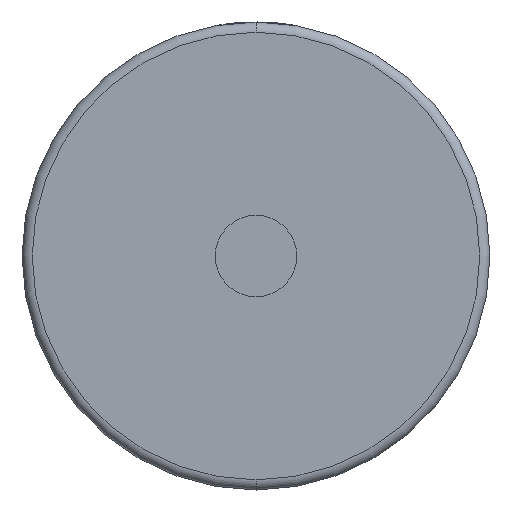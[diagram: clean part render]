
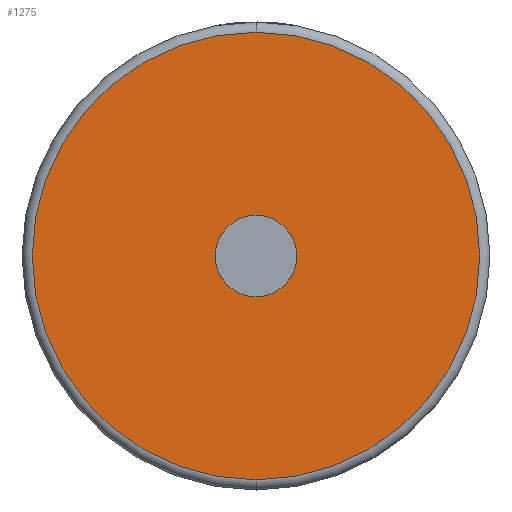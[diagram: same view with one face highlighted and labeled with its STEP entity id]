
A CAD part, front view. The second image highlights one B-rep face of the part: STEP entity #1275.
In plain terms, the highlighted planar face has unit normal (0, -1, 0).
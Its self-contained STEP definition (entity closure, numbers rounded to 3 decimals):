
#21 = ORIENTED_EDGE ( 'NONE', *, *, #1399, .T. ) ;
#63 = EDGE_LOOP ( 'NONE', ( #2356, #245 ) ) ;
#119 = DIRECTION ( 'NONE',  ( 0., -1., 0. ) ) ;
#179 = FACE_BOUND ( 'NONE', #63, .T. ) ;
#245 = ORIENTED_EDGE ( 'NONE', *, *, #1398, .F. ) ;
#405 = PLANE ( 'NONE',  #1052 ) ;
#419 = VERTEX_POINT ( 'NONE', #1266 ) ;
#643 = EDGE_CURVE ( 'NONE', #2780, #419, #2882, .T. ) ;
#800 = CARTESIAN_POINT ( 'NONE',  ( 0., 0., 0. ) ) ;
#812 = CARTESIAN_POINT ( 'NONE',  ( 0., 0., 0. ) ) ;
#878 = EDGE_CURVE ( 'NONE', #1158, #2131, #1824, .T. ) ;
#885 = CARTESIAN_POINT ( 'NONE',  ( 0., 0., 22. ) ) ;
#1052 = AXIS2_PLACEMENT_3D ( 'NONE', #2948, #2696, #2450 ) ;
#1066 = DIRECTION ( 'NONE',  ( 0., 0., 1. ) ) ;
#1090 = CARTESIAN_POINT ( 'NONE',  ( 0., 0., 0. ) ) ;
#1158 = VERTEX_POINT ( 'NONE', #2077 ) ;
#1266 = CARTESIAN_POINT ( 'NONE',  ( 0., 0., -4. ) ) ;
#1275 = ADVANCED_FACE ( 'NONE', ( #1975, #179 ), #405, .F. ) ;
#1398 = EDGE_CURVE ( 'NONE', #419, #2780, #2138, .T. ) ;
#1399 = EDGE_CURVE ( 'NONE', #2131, #1158, #2804, .T. ) ;
#1805 = EDGE_LOOP ( 'NONE', ( #21, #2698 ) ) ;
#1824 = CIRCLE ( 'NONE', #2457, 22. ) ;
#1859 = AXIS2_PLACEMENT_3D ( 'NONE', #1090, #2800, #2790 ) ;
#1975 = FACE_OUTER_BOUND ( 'NONE', #1805, .T. ) ;
#2004 = DIRECTION ( 'NONE',  ( 0., 0., 1. ) ) ;
#2077 = CARTESIAN_POINT ( 'NONE',  ( 0., 0., -22. ) ) ;
#2131 = VERTEX_POINT ( 'NONE', #885 ) ;
#2138 = CIRCLE ( 'NONE', #1859, 4. ) ;
#2145 = CARTESIAN_POINT ( 'NONE',  ( 0., 0., 0. ) ) ;
#2165 = AXIS2_PLACEMENT_3D ( 'NONE', #2145, #2405, #2607 ) ;
#2215 = CARTESIAN_POINT ( 'NONE',  ( 0., 0., 4. ) ) ;
#2266 = DIRECTION ( 'NONE',  ( 0., -1., 0. ) ) ;
#2356 = ORIENTED_EDGE ( 'NONE', *, *, #643, .F. ) ;
#2405 = DIRECTION ( 'NONE',  ( 0., -1., 0. ) ) ;
#2450 = DIRECTION ( 'NONE',  ( 0., 0., 1. ) ) ;
#2457 = AXIS2_PLACEMENT_3D ( 'NONE', #800, #2266, #2004 ) ;
#2607 = DIRECTION ( 'NONE',  ( 0., 0., 1. ) ) ;
#2665 = AXIS2_PLACEMENT_3D ( 'NONE', #812, #119, #1066 ) ;
#2696 = DIRECTION ( 'NONE',  ( 0., 1., 0. ) ) ;
#2698 = ORIENTED_EDGE ( 'NONE', *, *, #878, .T. ) ;
#2780 = VERTEX_POINT ( 'NONE', #2215 ) ;
#2790 = DIRECTION ( 'NONE',  ( 0., 0., 1. ) ) ;
#2800 = DIRECTION ( 'NONE',  ( 0., -1., 0. ) ) ;
#2804 = CIRCLE ( 'NONE', #2665, 22. ) ;
#2882 = CIRCLE ( 'NONE', #2165, 4. ) ;
#2948 = CARTESIAN_POINT ( 'NONE',  ( 0., 0., 0. ) ) ;
